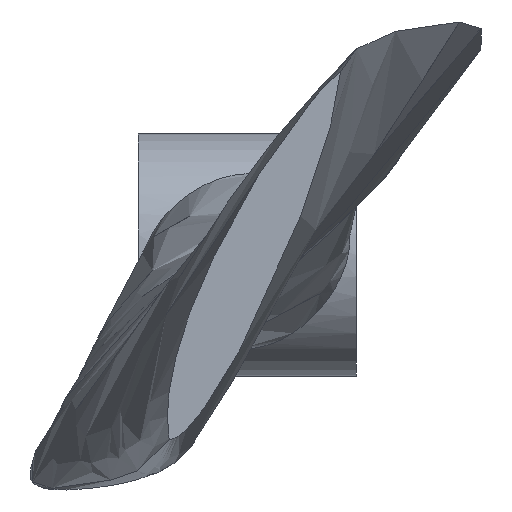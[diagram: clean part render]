
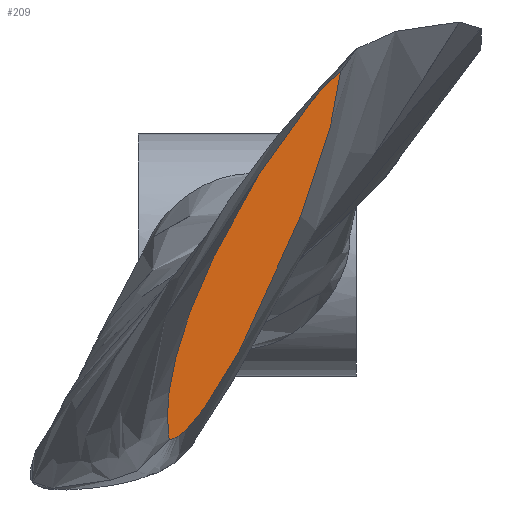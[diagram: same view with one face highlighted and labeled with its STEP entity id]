
A CAD part, left-side view. The second image highlights one B-rep face of the part: STEP entity #209.
In plain terms, the highlighted planar face has unit normal (-1, 0, 0).
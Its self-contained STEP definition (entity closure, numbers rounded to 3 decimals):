
#5 = CARTESIAN_POINT ( 'NONE',  ( -125., -3.476, 5.425 ) ) ;
#26 = CARTESIAN_POINT ( 'NONE',  ( -125., -0.57, -2.044 ) ) ;
#33 = CARTESIAN_POINT ( 'NONE',  ( -125., -4.226, 9.063 ) ) ;
#56 = CARTESIAN_POINT ( 'NONE',  ( -125., 4.282, -8.726 ) ) ;
#59 = ORIENTED_EDGE ( 'NONE', *, *, #1252, .F. ) ;
#84 = CARTESIAN_POINT ( 'NONE',  ( -125., -3.004, 7.86 ) ) ;
#90 = CARTESIAN_POINT ( 'NONE',  ( -125., 1.426, 1.153 ) ) ;
#91 = CARTESIAN_POINT ( 'NONE',  ( -125., -4.105, 8.01 ) ) ;
#171 = CARTESIAN_POINT ( 'NONE',  ( -125., 4.045, -5.597 ) ) ;
#189 = CARTESIAN_POINT ( 'NONE',  ( -125., -3.656, 8.562 ) ) ;
#190 = CARTESIAN_POINT ( 'NONE',  ( -125., -2.484, 2.486 ) ) ;
#197 = VERTEX_POINT ( 'NONE', #33 ) ;
#209 = ADVANCED_FACE ( 'NONE', ( #958 ), #1059, .F. ) ;
#210 = CARTESIAN_POINT ( 'NONE',  ( -125., 1.499, -6.02 ) ) ;
#272 = CARTESIAN_POINT ( 'NONE',  ( -125., 4.335, -8.012 ) ) ;
#299 = CARTESIAN_POINT ( 'NONE',  ( -125., 4.226, -9.063 ) ) ;
#319 = CARTESIAN_POINT ( 'NONE',  ( -125., -0.582, -2.086 ) ) ;
#398 = CARTESIAN_POINT ( 'NONE',  ( -125., -1.69, 0.451 ) ) ;
#417 = CARTESIAN_POINT ( 'NONE',  ( -125., -4.201, 8.732 ) ) ;
#434 = EDGE_CURVE ( 'NONE', #981, #197, #555, .T. ) ;
#486 = EDGE_LOOP ( 'NONE', ( #59, #599 ) ) ;
#504 = CARTESIAN_POINT ( 'NONE',  ( -125., 3.258, -2.942 ) ) ;
#515 = CARTESIAN_POINT ( 'NONE',  ( -125., 4.106, -9.073 ) ) ;
#555 = B_SPLINE_CURVE_WITH_KNOTS ( 'NONE', 3,
 ( #978, #56, #272, #1091, #171, #913, #504, #600, #700, #90, #810, #1104, #1209, #1117, #799, #84, #189, #608, #695 ),
 .UNSPECIFIED., .F., .F.,
 ( 4, 1, 1, 1, 1, 1, 1, 1, 1, 1, 1, 1, 1, 1, 1, 1, 4 ),
 ( 0., 0.063, 0.125, 0.188, 0.25, 0.313, 0.375, 0.438, 0.5, 0.563, 0.625, 0.688, 0.75, 0.813, 0.875, 0.938, 1. ),
 .UNSPECIFIED. ) ;
#599 = ORIENTED_EDGE ( 'NONE', *, *, #434, .F. ) ;
#600 = CARTESIAN_POINT ( 'NONE',  ( -125., 2.718, -1.573 ) ) ;
#608 = CARTESIAN_POINT ( 'NONE',  ( -125., -4.045, 8.917 ) ) ;
#619 = CARTESIAN_POINT ( 'NONE',  ( -125., 2.775, -7.937 ) ) ;
#626 = CARTESIAN_POINT ( 'NONE',  ( -125., 2.157, -7.071 ) ) ;
#695 = CARTESIAN_POINT ( 'NONE',  ( -125., -4.226, 9.063 ) ) ;
#700 = CARTESIAN_POINT ( 'NONE',  ( -125., 2.102, -0.202 ) ) ;
#701 = CARTESIAN_POINT ( 'NONE',  ( -125., 3.339, -8.587 ) ) ;
#799 = CARTESIAN_POINT ( 'NONE',  ( -125., -2.301, 7.007 ) ) ;
#805 = CARTESIAN_POINT ( 'NONE',  ( -125., 0.587, -4.41 ) ) ;
#810 = CARTESIAN_POINT ( 'NONE',  ( -125., 0.706, 2.472 ) ) ;
#823 = CARTESIAN_POINT ( 'NONE',  ( -125., -4.226, 9.063 ) ) ;
#913 = CARTESIAN_POINT ( 'NONE',  ( -125., 3.705, -4.29 ) ) ;
#932 = CARTESIAN_POINT ( 'NONE',  ( -125., 4.226, -9.063 ) ) ;
#943 = DIRECTION ( 'NONE',  ( 0., 0., 1. ) ) ;
#958 = FACE_OUTER_BOUND ( 'NONE', #486, .T. ) ;
#978 = CARTESIAN_POINT ( 'NONE',  ( -125., 4.226, -9.063 ) ) ;
#981 = VERTEX_POINT ( 'NONE', #932 ) ;
#1030 = CARTESIAN_POINT ( 'NONE',  ( -125., -3.018, 3.984 ) ) ;
#1059 = PLANE ( 'NONE',  #1155 ) ;
#1091 = CARTESIAN_POINT ( 'NONE',  ( -125., 4.26, -6.844 ) ) ;
#1104 = CARTESIAN_POINT ( 'NONE',  ( -125., -0.043, 3.736 ) ) ;
#1117 = CARTESIAN_POINT ( 'NONE',  ( -125., -1.562, 6.022 ) ) ;
#1118 = CARTESIAN_POINT ( 'NONE',  ( -125., 3.832, -8.989 ) ) ;
#1155 = AXIS2_PLACEMENT_3D ( 'NONE', #26, #1167, #943 ) ;
#1163 = B_SPLINE_CURVE_WITH_KNOTS ( 'NONE', 3,
 ( #823, #417, #91, #1228, #5, #1030, #190, #398, #319, #805, #210, #626, #619, #701, #1118, #515, #299 ),
 .UNSPECIFIED., .F., .F.,
 ( 4, 1, 1, 1, 1, 1, 1, 1, 1, 1, 1, 1, 1, 1, 4 ),
 ( 0., 0.063, 0.125, 0.188, 0.25, 0.313, 0.375, 0.5, 0.625, 0.688, 0.75, 0.813, 0.875, 0.938, 1. ),
 .UNSPECIFIED. ) ;
#1167 = DIRECTION ( 'NONE',  ( 1., 0., 0. ) ) ;
#1209 = CARTESIAN_POINT ( 'NONE',  ( -125., -0.805, 4.926 ) ) ;
#1228 = CARTESIAN_POINT ( 'NONE',  ( -125., -3.843, 6.777 ) ) ;
#1252 = EDGE_CURVE ( 'NONE', #197, #981, #1163, .T. ) ;
